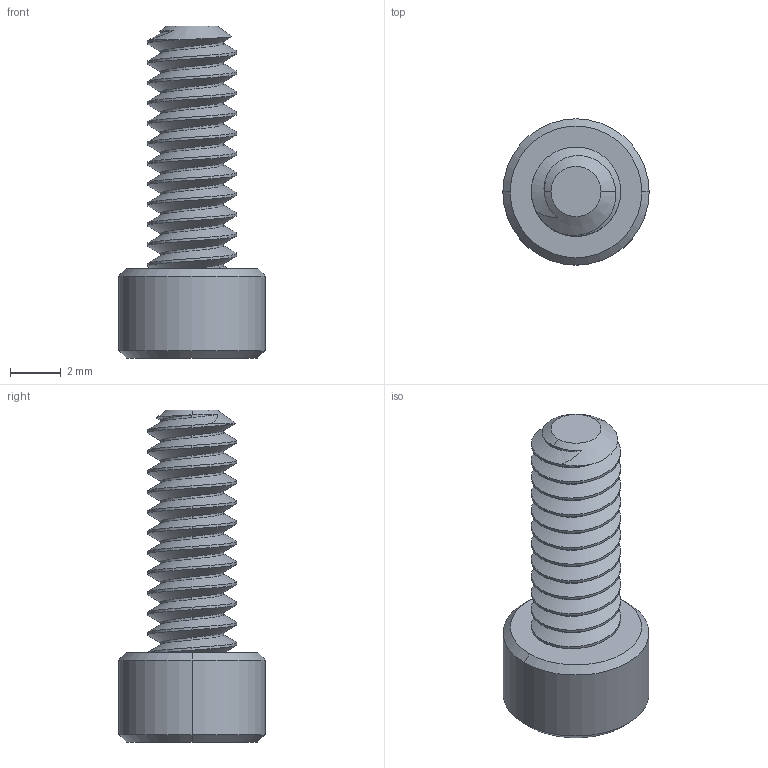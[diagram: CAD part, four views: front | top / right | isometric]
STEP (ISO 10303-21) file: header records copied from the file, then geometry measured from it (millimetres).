
FILE_DESCRIPTION (( 'STEP AP203' ), '1' );
FILE_NAME ('632110.STEP', '2014-10-23T21:14:36', ( 'Kyle' ), ( 'Microsoft' ), 'SwSTEP 2.0', 'SolidWorks 2014', '' );
FILE_SCHEMA (( 'CONFIG_CONTROL_DESIGN' ));
Length unit declared in the file: inch
Products named in the file (1): 632110
Bounding box: 5.74 x 5.74 x 13.03 mm (x, y, z)
Volume: 142.2 mm3; surface area: 279.7 mm2
Topology: 1 solids, 1 shells, 76 faces, 200 edges, 128 vertices
Faces by surface type: cylinder 51, cone 13, plane 10, bspline 2
Entity records: 3641 total; most frequent: CARTESIAN_POINT 1998, ORIENTED_EDGE 400, DIRECTION 260, EDGE_CURVE 200, VERTEX_POINT 128, AXIS2_PLACEMENT_3D 96, EDGE_LOOP 78, ADVANCED_FACE 76
